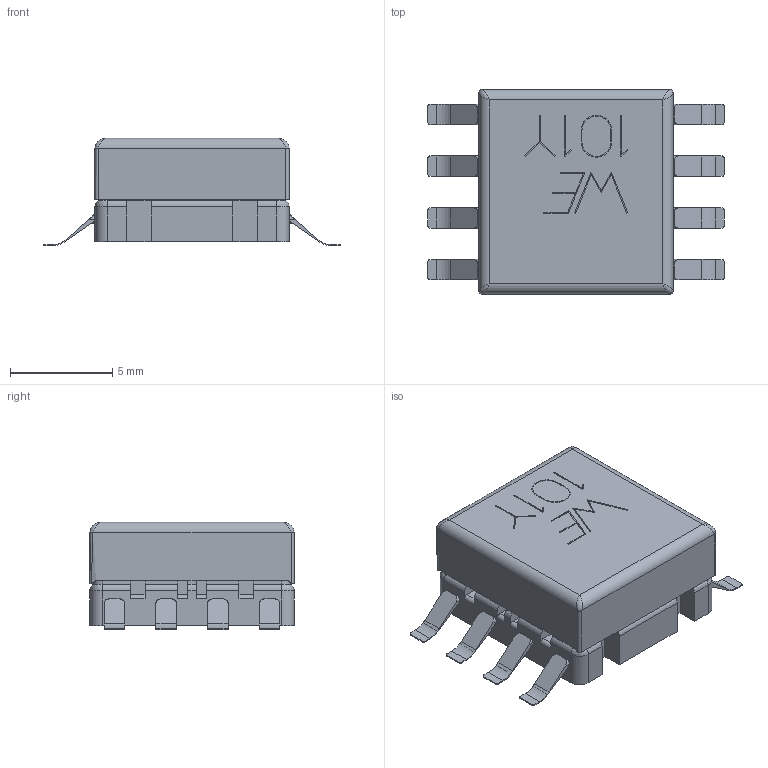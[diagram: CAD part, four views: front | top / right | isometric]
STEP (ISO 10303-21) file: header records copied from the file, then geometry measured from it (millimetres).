
FILE_DESCRIPTION(('FreeCAD Model'),'2;1');
FILE_NAME('744205.step', '2017-04-28T12:08:27',('kicad StepUp'),('ksu MCAD'), 'Open CASCADE STEP processor 6.8','FreeCAD','Unknown');
FILE_SCHEMA(('AUTOMOTIVE_DESIGN_CC2 { 1 2 10303 214 -1 1 5 4 }'));
Length unit declared in the file: millimetre
Products named in the file (1): 744205
Bounding box: 14.5 x 10 x 5.25 mm (x, y, z)
Volume: 466.1 mm3; surface area: 461.1 mm2
Topology: 1 solids, 1 shells, 326 faces, 926 edges, 613 vertices
Faces by surface type: plane 210, cylinder 108, revolution 4, bspline 4
Entity records: 13533 total; most frequent: CARTESIAN_POINT 2613, ORIENTED_EDGE 1844, DIRECTION 1751, EDGE_CURVE 922, LINE 703, VECTOR 703, VERTEX_POINT 614, AXIS2_PLACEMENT_3D 522
